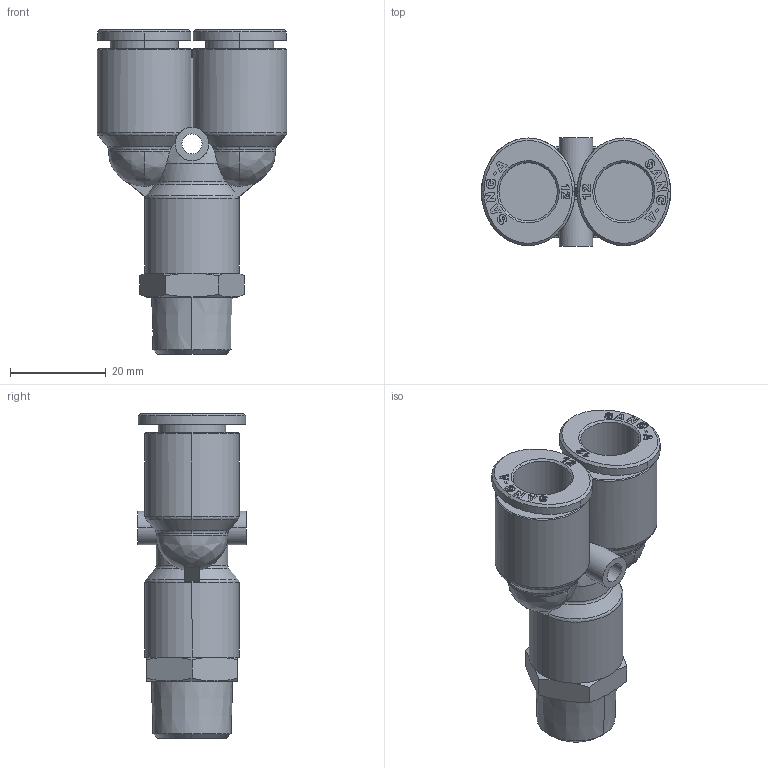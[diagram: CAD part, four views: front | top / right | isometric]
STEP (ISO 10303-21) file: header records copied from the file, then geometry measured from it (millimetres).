
FILE_DESCRIPTION (( 'STEP AP214' ), '1' );
FILE_NAME ('PWT12-03.stp', '2015-10-07T11:44:25', ( '' ), ( '' ), 'SwSTEP 2.0', 'SolidWorks 2015', '' );
FILE_SCHEMA (( 'AUTOMOTIVE_DESIGN' ));
Length unit declared in the file: millimetre
Products named in the file (2): ｦ+ﾃｦ1_1; PWT12-03
Assembly tree (1 placements, depth 2):
  PWT12-03
    ｦ+ﾃｦ1_1
Bounding box: 39.7 x 22.7 x 67.9 mm (x, y, z)
Volume: 20303.7 mm3; surface area: 10226.4 mm2
Topology: 1 solids, 1 shells, 801 faces, 2289 edges, 1519 vertices
Faces by surface type: plane 697, cone 36, bspline 32, cylinder 29, torus 7
Entity records: 28711 total; most frequent: CARTESIAN_POINT 6970, ORIENTED_EDGE 4578, DIRECTION 3831, EDGE_CURVE 2289, VECTOR 2011, LINE 2011, VERTEX_POINT 1519, AXIS2_PLACEMENT_3D 910
